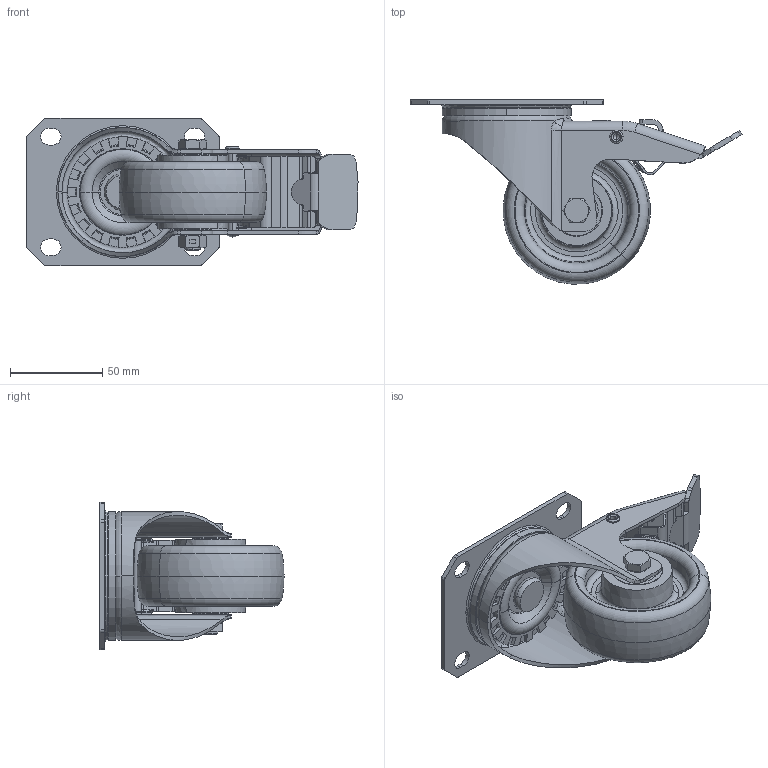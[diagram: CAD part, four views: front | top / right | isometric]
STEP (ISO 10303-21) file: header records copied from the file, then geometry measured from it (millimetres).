
FILE_DESCRIPTION (( 'STEP AP214' ), '1' );
FILE_NAME ('0056138.step', '2023-12-05T11:07:07', ( '' ), ( '' ), 'SwSTEP 2.0', 'SolidWorks 2020', '' );
FILE_SCHEMA (( 'AUTOMOTIVE_DESIGN' ));
Length unit declared in the file: millimetre
Products named in the file (1): 0056138
Bounding box: 180.21 x 99.89 x 80 mm (x, y, z)
Volume: 214244.3 mm3; surface area: 112740.2 mm2
Topology: 20 solids, 20 shells, 1338 faces, 3401 edges, 2104 vertices
Faces by surface type: plane 425, cylinder 400, bspline 222, torus 187, cone 100, sphere 4
Entity records: 66769 total; most frequent: CARTESIAN_POINT 20623, ORIENTED_EDGE 6770, DIRECTION 6346, EDGE_CURVE 3385, AXIS2_PLACEMENT_3D 2508, VERTEX_POINT 2104, EDGE_LOOP 1415, CIRCLE 1391
